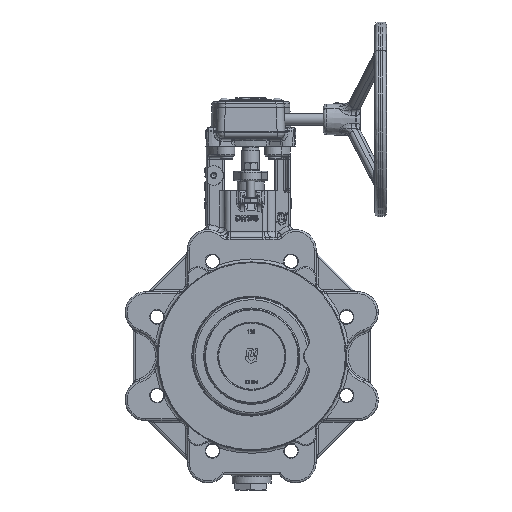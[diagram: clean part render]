
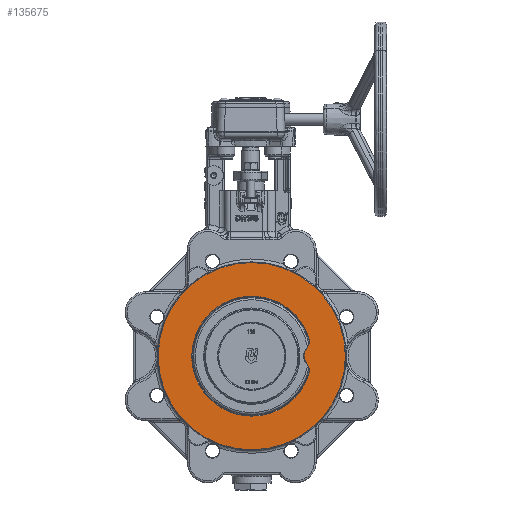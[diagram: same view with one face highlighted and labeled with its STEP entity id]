
A CAD part, front view. The second image highlights one B-rep face of the part: STEP entity #135675.
In plain terms, the highlighted planar face has unit normal (0, -1, 0).
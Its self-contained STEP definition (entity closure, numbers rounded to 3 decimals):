
#135579=CARTESIAN_POINT('',(26.523,-31.,0.));
#135580=DIRECTION('',(0.,1.,-0.));
#135581=DIRECTION('',(-1.,0.,0.));
#135582=AXIS2_PLACEMENT_3D('',#135579,#135580,#135581);
#135583=PLANE('',#135582);
#135584=CARTESIAN_POINT('',(-0.,-31.,95.853));
#135585=VERTEX_POINT('',#135584);
#135586=CARTESIAN_POINT('',(0.,-31.,0.));
#135587=DIRECTION('',(-0.,-1.,0.));
#135588=DIRECTION('',(0.,0.,1.));
#135589=AXIS2_PLACEMENT_3D('',#135586,#135587,#135588);
#135590=CIRCLE('',#135589,95.853);
#135591=EDGE_CURVE('',#135585,#135585,#135590,.T.);
#135592=ORIENTED_EDGE('',*,*,#135591,.T.);
#135593=EDGE_LOOP('',(#135592));
#135594=FACE_BOUND('',#135593,.T.);
#135595=CARTESIAN_POINT('',(56.143,-31.,7.174));
#135596=VERTEX_POINT('',#135595);
#135597=CARTESIAN_POINT('',(56.143,-31.,-7.174));
#135598=VERTEX_POINT('',#135597);
#135599=CARTESIAN_POINT('',(56.143,-31.,7.174));
#135600=CARTESIAN_POINT('',(54.919,-31.,5.67));
#135601=CARTESIAN_POINT('',(54.26,-31.,3.804));
#135602=CARTESIAN_POINT('',(53.603,-31.,1.945));
#135603=CARTESIAN_POINT('',(53.603,-31.,-0.002));
#135604=CARTESIAN_POINT('',(53.603,-31.,-1.947));
#135605=CARTESIAN_POINT('',(54.261,-31.,-3.807));
#135606=CARTESIAN_POINT('',(54.92,-31.,-5.671));
#135607=CARTESIAN_POINT('',(56.143,-31.,-7.174));
#135608=B_SPLINE_CURVE_WITH_KNOTS('',2,(#135599,#135600,#135601,#135602,#135603,#135604,#135605,#135606,#135607),.UNSPECIFIED.,.F.,.F.,(3,2,2,2,3),(0.,0.25,0.5,0.75,1.),.UNSPECIFIED.);
#135609=EDGE_CURVE('',#135596,#135598,#135608,.T.);
#135610=ORIENTED_EDGE('',*,*,#135609,.T.);
#135611=CARTESIAN_POINT('',(58.333,-31.,-19.011));
#135612=VERTEX_POINT('',#135611);
#135613=CARTESIAN_POINT('',(56.143,-31.,-7.174));
#135614=CARTESIAN_POINT('',(58.144,-31.,-9.605));
#135615=CARTESIAN_POINT('',(58.738,-31.,-12.813));
#135616=CARTESIAN_POINT('',(59.332,-31.,-16.022));
#135617=CARTESIAN_POINT('',(58.333,-31.,-19.011));
#135618=B_SPLINE_CURVE_WITH_KNOTS('',2,(#135613,#135614,#135615,#135616,#135617),.UNSPECIFIED.,.F.,.F.,(3,2,3),(0.,0.5,1.),.UNSPECIFIED.);
#135619=EDGE_CURVE('',#135598,#135612,#135618,.T.);
#135620=ORIENTED_EDGE('',*,*,#135619,.T.);
#135621=CARTESIAN_POINT('',(58.333,-31.,19.011));
#135622=VERTEX_POINT('',#135621);
#135623=CARTESIAN_POINT('',(58.333,-31.,-19.011));
#135624=CARTESIAN_POINT('',(54.935,-31.,-29.429));
#135625=CARTESIAN_POINT('',(48.149,-31.,-38.024));
#135626=CARTESIAN_POINT('',(44.791,-31.,-42.277));
#135627=CARTESIAN_POINT('',(40.729,-31.,-45.883));
#135628=CARTESIAN_POINT('',(36.659,-31.,-49.497));
#135629=CARTESIAN_POINT('',(32.016,-31.,-52.336));
#135630=CARTESIAN_POINT('',(22.663,-31.,-58.056));
#135631=CARTESIAN_POINT('',(11.93,-31.,-60.182));
#135632=CARTESIAN_POINT('',(1.174,-31.,-62.312));
#135633=CARTESIAN_POINT('',(-9.628,-31.,-60.592));
#135634=CARTESIAN_POINT('',(-14.971,-31.,-59.742));
#135635=CARTESIAN_POINT('',(-20.091,-31.,-57.97));
#135636=CARTESIAN_POINT('',(-25.243,-31.,-56.186));
#135637=CARTESIAN_POINT('',(-29.996,-31.,-53.52));
#135638=CARTESIAN_POINT('',(-39.568,-31.,-48.15));
#135639=CARTESIAN_POINT('',(-46.658,-31.,-39.84));
#135640=CARTESIAN_POINT('',(-53.78,-31.,-31.491));
#135641=CARTESIAN_POINT('',(-57.558,-31.,-21.242));
#135642=CARTESIAN_POINT('',(-61.351,-31.,-10.951));
#135643=CARTESIAN_POINT('',(-61.353,-31.,-0.022));
#135644=CARTESIAN_POINT('',(-61.354,-31.,10.941));
#135645=CARTESIAN_POINT('',(-57.573,-31.,21.201));
#135646=CARTESIAN_POINT('',(-53.784,-31.,31.483));
#135647=CARTESIAN_POINT('',(-46.687,-31.,39.806));
#135648=CARTESIAN_POINT('',(-39.58,-31.,48.139));
#135649=CARTESIAN_POINT('',(-30.037,-31.,53.497));
#135650=CARTESIAN_POINT('',(-20.494,-31.,58.855));
#135651=CARTESIAN_POINT('',(-9.679,-31.,60.584));
#135652=CARTESIAN_POINT('',(1.122,-31.,62.312));
#135653=CARTESIAN_POINT('',(11.874,-31.,60.193));
#135654=CARTESIAN_POINT('',(22.6,-31.,58.079));
#135655=CARTESIAN_POINT('',(31.961,-31.,52.37));
#135656=CARTESIAN_POINT('',(41.289,-31.,46.682));
#135657=CARTESIAN_POINT('',(48.104,-31.,38.081));
#135658=CARTESIAN_POINT('',(51.486,-31.,33.813));
#135659=CARTESIAN_POINT('',(54.067,-31.,28.998));
#135660=CARTESIAN_POINT('',(56.641,-31.,24.197));
#135661=CARTESIAN_POINT('',(58.333,-31.,19.011));
#135662=B_SPLINE_CURVE_WITH_KNOTS('',2,(#135623,#135624,#135625,#135626,#135627,#135628,#135629,#135630,#135631,#135632,#135633,#135634,#135635,#135636,#135637,#135638,#135639,#135640,#135641,#135642,#135643,#135644,#135645,#135646,#135647,#135648,
#135649,#135650,#135651,#135652,#135653,#135654,#135655,#135656,#135657,#135658,#135659,#135660,#135661),.UNSPECIFIED.,.F.,.F.,(3,2,2,2,2,2,2,2,2,2,2,2,2,2,2,2,2,2,2,3),(0.,0.063,0.094,0.125,0.188,0.25,0.281,0.313,0.375,0.438,0.5,0.563,0.625,0.688,0.75,0.813,0.875,0.938,0.969,1.),.UNSPECIFIED.);
#135663=EDGE_CURVE('',#135612,#135622,#135662,.T.);
#135664=ORIENTED_EDGE('',*,*,#135663,.T.);
#135665=CARTESIAN_POINT('',(58.333,-31.,19.011));
#135666=CARTESIAN_POINT('',(59.332,-31.,16.026));
#135667=CARTESIAN_POINT('',(58.739,-31.,12.817));
#135668=CARTESIAN_POINT('',(58.146,-31.,9.607));
#135669=CARTESIAN_POINT('',(56.143,-31.,7.174));
#135670=B_SPLINE_CURVE_WITH_KNOTS('',2,(#135665,#135666,#135667,#135668,#135669),.UNSPECIFIED.,.F.,.F.,(3,2,3),(0.,0.5,1.),.UNSPECIFIED.);
#135671=EDGE_CURVE('',#135622,#135596,#135670,.T.);
#135672=ORIENTED_EDGE('',*,*,#135671,.T.);
#135673=EDGE_LOOP('',(#135610,#135620,#135664,#135672));
#135674=FACE_BOUND('',#135673,.T.);
#135675=ADVANCED_FACE('',(#135594,#135674),#135583,.F.);
